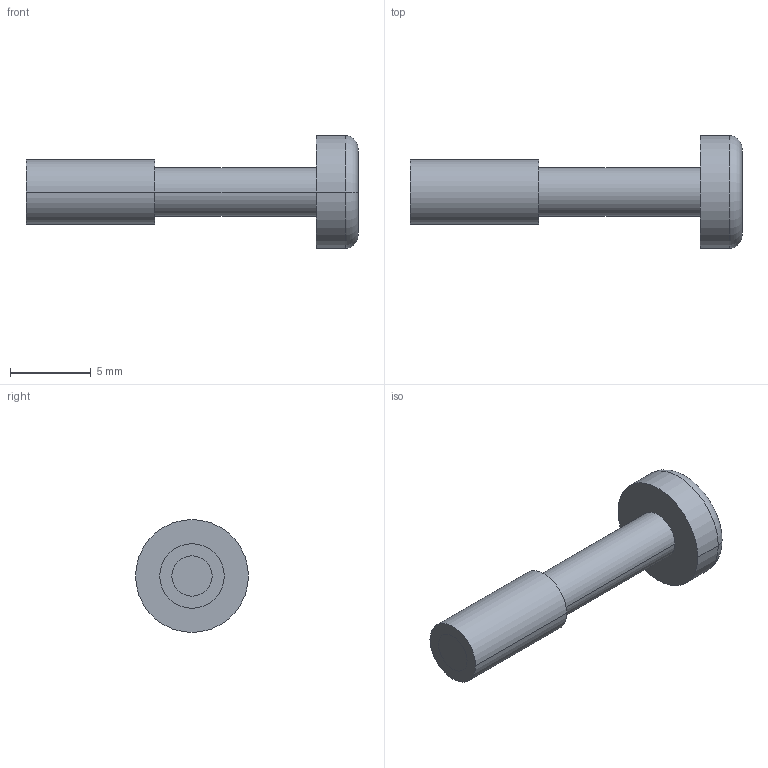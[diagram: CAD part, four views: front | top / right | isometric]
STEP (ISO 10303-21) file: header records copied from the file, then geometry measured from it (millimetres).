
FILE_DESCRIPTION((''),'2;1');
FILE_NAME('PLP79','2020-06-10T09:15:22',('kjell_andersson'),(''),'CREO PARAMETRIC BY PTC INC, 2019224','CREO PARAMETRIC BY PTC INC, 2019224','');
FILE_SCHEMA(('AUTOMOTIVE_DESIGN { 1 0 10303 214 1 1 1 1 }'));
Length unit declared in the file: millimetre
Products named in the file (1): PLP79
Bounding box: 20.6 x 7 x 7 mm (x, y, z)
Volume: 255.6 mm3; surface area: 419.3 mm2
Topology: 1 solids, 2 shells, 40 faces, 102 edges, 68 vertices
Faces by surface type: cylinder 20, plane 18, torus 2
Entity records: 1989 total; most frequent: DIRECTION 255, CARTESIAN_POINT 229, COLOUR_RGB 204, ORIENTED_EDGE 200, EDGE_CURVE 102, AXIS2_PLACEMENT_3D 97, PROPERTY_DEFINITION 75, REPRESENTATION 73
